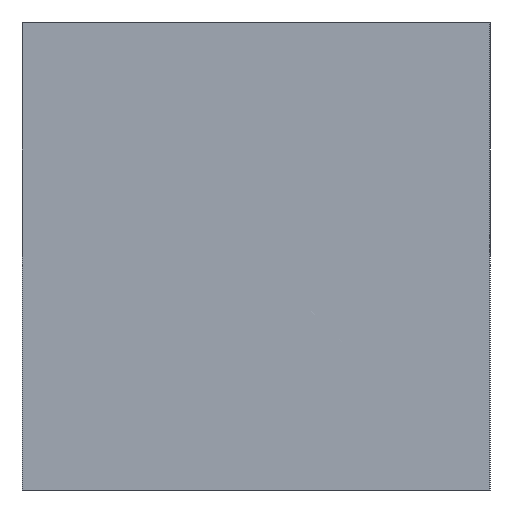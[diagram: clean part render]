
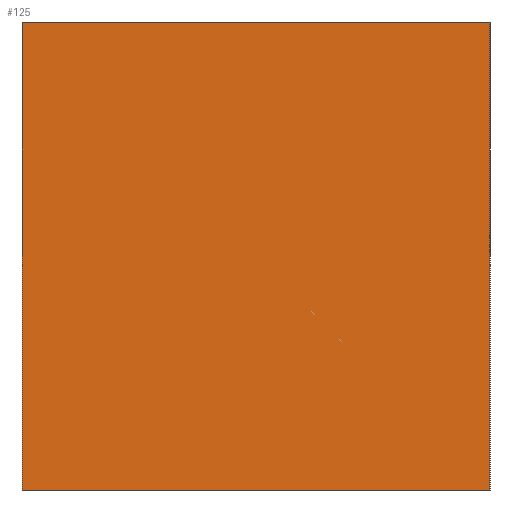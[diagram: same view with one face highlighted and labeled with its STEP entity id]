
A CAD part, left-side view. The second image highlights one B-rep face of the part: STEP entity #125.
In plain terms, the highlighted planar face has unit normal (-1, 0, 0).
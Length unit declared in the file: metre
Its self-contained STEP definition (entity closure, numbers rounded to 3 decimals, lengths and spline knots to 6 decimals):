
#23=ORIENTED_EDGE('',*,*,#51,.F.);
#24=ORIENTED_EDGE('',*,*,#52,.F.);
#25=ORIENTED_EDGE('',*,*,#53,.T.);
#26=ORIENTED_EDGE('',*,*,#54,.T.);
#51=EDGE_CURVE('',#65,#66,#75,.T.);
#52=EDGE_CURVE('',#67,#65,#76,.T.);
#53=EDGE_CURVE('',#67,#68,#77,.T.);
#54=EDGE_CURVE('',#68,#66,#78,.T.);
#65=VERTEX_POINT('',#189);
#66=VERTEX_POINT('',#190);
#67=VERTEX_POINT('',#192);
#68=VERTEX_POINT('',#194);
#75=LINE('',#188,#87);
#76=LINE('',#191,#88);
#77=LINE('',#193,#89);
#78=LINE('',#195,#90);
#87=VECTOR('',#158,1.);
#88=VECTOR('',#159,1.);
#89=VECTOR('',#160,1.);
#90=VECTOR('',#161,1.);
#99=EDGE_LOOP('',(#23,#24,#25,#26));
#109=FACE_BOUND('',#99,.T.);
#119=PLANE('',#145);
#125=ADVANCED_FACE('',(#109),#119,.T.);
#145=AXIS2_PLACEMENT_3D('',#187,#156,#157);
#156=DIRECTION('',(-1.,0.,0.));
#157=DIRECTION('',(0.,0.,1.));
#158=DIRECTION('',(0.,1.,0.));
#159=DIRECTION('',(0.,0.,-1.));
#160=DIRECTION('',(0.,1.,0.));
#161=DIRECTION('',(0.,0.,-1.));
#187=CARTESIAN_POINT('',(0.,0.0127,0.0254));
#188=CARTESIAN_POINT('',(0.,0.0127,0.));
#189=CARTESIAN_POINT('',(0.,0.,0.));
#190=CARTESIAN_POINT('',(0.,0.0254,0.));
#191=CARTESIAN_POINT('',(0.,0.,0.0254));
#192=CARTESIAN_POINT('',(0.,0.,0.0254));
#193=CARTESIAN_POINT('',(0.,0.0127,0.0254));
#194=CARTESIAN_POINT('',(0.,0.0254,0.0254));
#195=CARTESIAN_POINT('',(0.,0.0254,0.0254));
